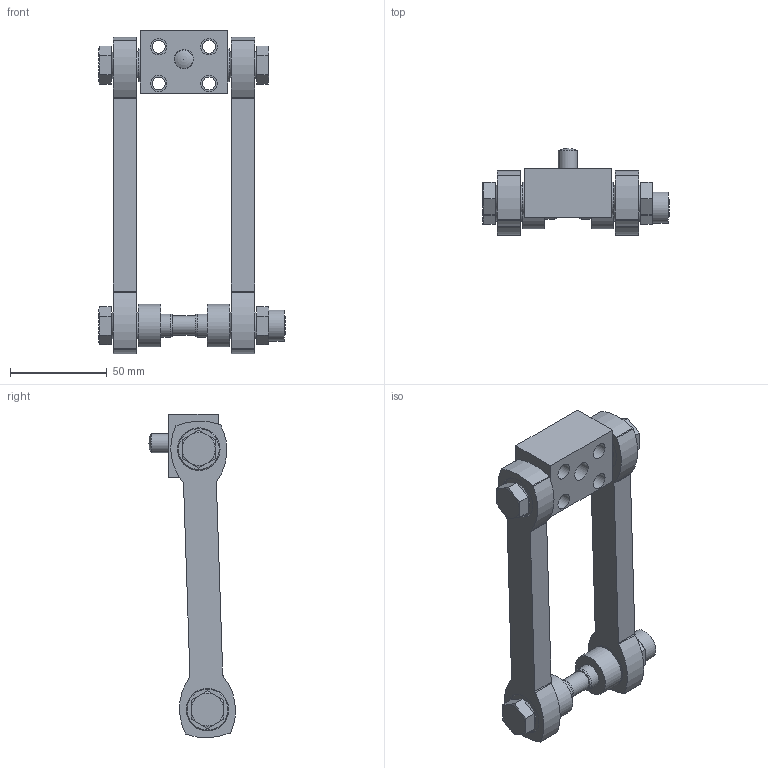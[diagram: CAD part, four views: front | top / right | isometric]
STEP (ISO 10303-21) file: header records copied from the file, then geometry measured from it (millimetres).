
FILE_DESCRIPTION(/* description */ ('STEP AP214'),/* implementation_level */ '2;1');
FILE_NAME(/* name */ '2349279_DARD-L1-63-M',/* time_stamp */ '2024-08-14T14:51:48+02:00',/* author */ ('License CC BY-ND 4.0'),/* organization */ ('CADENAS'),/* preprocessor_version */ 'ST-DEVELOPER v19.3',/* originating_system */ 'PARTsolutions',/* authorisation */ ' ');
FILE_SCHEMA (('AUTOMOTIVE_DESIGN {1 0 10303 214 3 1 1}'));
Length unit declared in the file: millimetre
Products named in the file (5): 2349279 DARD-L1-63-M; 2349279 DARD-L1-63-M_p2; 2349279 DARD-L1-63-M_f; 2349279 DARD-L1-63-M_klotz; DIN 6325 - 10x22(F)
Assembly tree (5 placements, depth 2):
  2349279 DARD-L1-63-M
    2349279 DARD-L1-63-M_p2
    2349279 DARD-L1-63-M_f  x2
    2349279 DARD-L1-63-M_klotz
    DIN 6325 - 10x22(F)
Bounding box: 96.4 x 44.96 x 167.42 mm (x, y, z)
Volume: 132254.1 mm3; surface area: 44282 mm2
Topology: 5 solids, 5 shells, 172 faces, 378 edges, 242 vertices
Faces by surface type: plane 68, cylinder 54, cone 40, sphere 10
Full cylindrical faces by diameter (mm): 6.647 x4, 8.5 x4, 10 x3, 12 x2, 16 x1, 17 x2, 22 x10
Entity records: 3706 total; most frequent: CARTESIAN_POINT 720, DIRECTION 614, ORIENTED_EDGE 498, AXIS2_PLACEMENT_3D 267, EDGE_CURVE 249, EDGE_LOOP 218, FACE_BOUND 218, VERTEX_POINT 181
